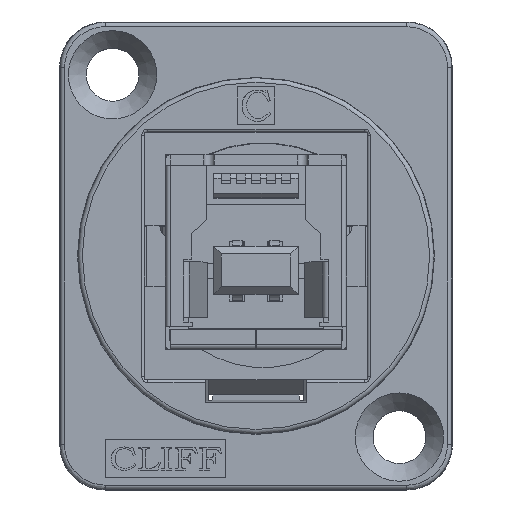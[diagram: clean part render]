
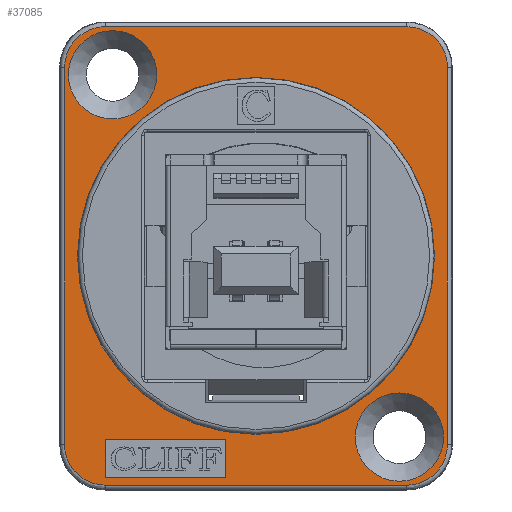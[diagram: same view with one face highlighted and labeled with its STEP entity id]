
A CAD part, top view. The second image highlights one B-rep face of the part: STEP entity #37085.
In plain terms, the highlighted planar face has unit normal (0, 0, 1).
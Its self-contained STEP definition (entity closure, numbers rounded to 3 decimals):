
#336=ELLIPSE('',#39211,2.7,2.7);
#337=ELLIPSE('',#39212,2.7,2.7);
#338=ELLIPSE('',#39213,2.7,2.7);
#339=ELLIPSE('',#39214,2.7,2.7);
#391=FACE_BOUND('',#6098,.T.);
#392=FACE_BOUND('',#6099,.T.);
#393=FACE_BOUND('',#6100,.T.);
#394=FACE_BOUND('',#6101,.T.);
#595=CIRCLE('',#37198,2.925);
#598=CIRCLE('',#37203,2.925);
#940=CIRCLE('',#39025,11.823);
#4341=FACE_OUTER_BOUND('',#6097,.T.);
#6097=EDGE_LOOP('',(#33851,#33852,#33853,#33854,#33855,#33856,#33857,#33858));
#6098=EDGE_LOOP('',(#33859));
#6099=EDGE_LOOP('',(#33860));
#6100=EDGE_LOOP('',(#33861,#33862,#33863,#33864));
#6101=EDGE_LOOP('',(#33865));
#10618=LINE('',#59986,#15153);
#10622=LINE('',#59994,#15157);
#10625=LINE('',#60000,#15160);
#10628=LINE('',#60005,#15163);
#10644=LINE('',#60066,#15179);
#10645=LINE('',#60070,#15180);
#10646=LINE('',#60074,#15181);
#10647=LINE('',#60077,#15182);
#15153=VECTOR('',#47833,2.5);
#15157=VECTOR('',#47839,8.);
#15160=VECTOR('',#47844,2.5);
#15163=VECTOR('',#47849,8.);
#15179=VECTOR('',#47907,24.965);
#15180=VECTOR('',#47910,19.965);
#15181=VECTOR('',#47913,24.965);
#15182=VECTOR('',#47916,19.965);
#15273=VERTEX_POINT('',#48242);
#15276=VERTEX_POINT('',#48252);
#18162=VERTEX_POINT('',#58025);
#18452=VERTEX_POINT('',#59984);
#18453=VERTEX_POINT('',#59985);
#18456=VERTEX_POINT('',#59993);
#18458=VERTEX_POINT('',#59999);
#18468=VERTEX_POINT('',#60062);
#18469=VERTEX_POINT('',#60063);
#18470=VERTEX_POINT('',#60065);
#18471=VERTEX_POINT('',#60067);
#18472=VERTEX_POINT('',#60069);
#18473=VERTEX_POINT('',#60071);
#18474=VERTEX_POINT('',#60073);
#18475=VERTEX_POINT('',#60075);
#18600=EDGE_CURVE('',#15273,#15273,#595,.T.);
#18605=EDGE_CURVE('',#15276,#15276,#598,.T.);
#23119=EDGE_CURVE('',#18162,#18162,#940,.T.);
#23583=EDGE_CURVE('',#18452,#18453,#10618,.T.);
#23587=EDGE_CURVE('',#18456,#18452,#10622,.T.);
#23590=EDGE_CURVE('',#18458,#18456,#10625,.T.);
#23593=EDGE_CURVE('',#18453,#18458,#10628,.T.);
#23616=EDGE_CURVE('',#18468,#18469,#336,.T.);
#23617=EDGE_CURVE('',#18470,#18468,#10644,.T.);
#23618=EDGE_CURVE('',#18471,#18470,#337,.T.);
#23619=EDGE_CURVE('',#18472,#18471,#10645,.T.);
#23620=EDGE_CURVE('',#18473,#18472,#338,.T.);
#23621=EDGE_CURVE('',#18474,#18473,#10646,.T.);
#23622=EDGE_CURVE('',#18475,#18474,#339,.T.);
#23623=EDGE_CURVE('',#18469,#18475,#10647,.T.);
#33851=ORIENTED_EDGE('',*,*,#23616,.F.);
#33852=ORIENTED_EDGE('',*,*,#23617,.F.);
#33853=ORIENTED_EDGE('',*,*,#23618,.F.);
#33854=ORIENTED_EDGE('',*,*,#23619,.F.);
#33855=ORIENTED_EDGE('',*,*,#23620,.F.);
#33856=ORIENTED_EDGE('',*,*,#23621,.F.);
#33857=ORIENTED_EDGE('',*,*,#23622,.F.);
#33858=ORIENTED_EDGE('',*,*,#23623,.F.);
#33859=ORIENTED_EDGE('',*,*,#18600,.T.);
#33860=ORIENTED_EDGE('',*,*,#18605,.T.);
#33861=ORIENTED_EDGE('',*,*,#23583,.T.);
#33862=ORIENTED_EDGE('',*,*,#23593,.T.);
#33863=ORIENTED_EDGE('',*,*,#23590,.T.);
#33864=ORIENTED_EDGE('',*,*,#23587,.T.);
#33865=ORIENTED_EDGE('',*,*,#23119,.T.);
#35391=PLANE('',#39210);
#37085=ADVANCED_FACE('',(#4341,#391,#392,#393,#394),#35391,.T.);
#37198=AXIS2_PLACEMENT_3D('',#48244,#39476,#39477);
#37203=AXIS2_PLACEMENT_3D('',#48254,#39488,#39489);
#39025=AXIS2_PLACEMENT_3D('',#58026,#47184,#47185);
#39210=AXIS2_PLACEMENT_3D('',#60061,#47903,#47904);
#39211=AXIS2_PLACEMENT_3D('',#60064,#47905,#47906);
#39212=AXIS2_PLACEMENT_3D('',#60068,#47908,#47909);
#39213=AXIS2_PLACEMENT_3D('',#60072,#47911,#47912);
#39214=AXIS2_PLACEMENT_3D('',#60076,#47914,#47915);
#39476=DIRECTION('center_axis',(0.,0.,
-1.));
#39477=DIRECTION('ref_axis',(1.,0.,0.));
#39488=DIRECTION('center_axis',(0.,0.,
-1.));
#39489=DIRECTION('ref_axis',(1.,0.,0.));
#47184=DIRECTION('center_axis',(0.,0.,
-1.));
#47185=DIRECTION('ref_axis',(-1.,0.,0.));
#47833=DIRECTION('',(0.,1.,0.));
#47839=DIRECTION('',(-1.,0.,0.));
#47844=DIRECTION('',(0.,-1.,0.));
#47849=DIRECTION('',(1.,0.,0.));
#47903=DIRECTION('center_axis',(0.,0.,
1.));
#47904=DIRECTION('ref_axis',(1.,0.,0.));
#47905=DIRECTION('center_axis',(0.,0.,
-1.));
#47906=DIRECTION('ref_axis',(-0.707,0.707,0.));
#47907=DIRECTION('',(0.,1.,0.));
#47908=DIRECTION('center_axis',(0.,0.,
-1.));
#47909=DIRECTION('ref_axis',(-0.707,-0.707,0.));
#47910=DIRECTION('',(-1.,0.,0.));
#47911=DIRECTION('center_axis',(0.,0.,
-1.));
#47912=DIRECTION('ref_axis',(0.707,-0.707,0.));
#47913=DIRECTION('',(0.,-1.,0.));
#47914=DIRECTION('center_axis',(0.,0.,
-1.));
#47915=DIRECTION('ref_axis',(0.707,0.707,0.));
#47916=DIRECTION('',(1.,0.,0.));
#48242=CARTESIAN_POINT('',(6.575,-12.,0.));
#48244=CARTESIAN_POINT('Origin',(9.5,-12.,0.));
#48252=CARTESIAN_POINT('',(-12.425,12.,0.));
#48254=CARTESIAN_POINT('Origin',(-9.5,12.,0.));
#58025=CARTESIAN_POINT('',(11.823,0.,0.));
#58026=CARTESIAN_POINT('Origin',(0.,0.,
0.));
#59984=CARTESIAN_POINT('',(-10.,-14.683,0.));
#59985=CARTESIAN_POINT('',(-10.,-12.183,0.));
#59986=CARTESIAN_POINT('',(-10.,-7.341,0.));
#59993=CARTESIAN_POINT('',(-2.,-14.683,0.));
#59994=CARTESIAN_POINT('',(-1.,-14.683,0.));
#59999=CARTESIAN_POINT('',(-2.,-12.183,0.));
#60000=CARTESIAN_POINT('',(-2.,-6.091,0.));
#60005=CARTESIAN_POINT('',(-5.,-12.183,0.));
#60061=CARTESIAN_POINT('Origin',(0.,0.,
0.));
#60062=CARTESIAN_POINT('',(-12.683,12.483,0.));
#60063=CARTESIAN_POINT('',(-9.983,15.183,0.));
#60064=CARTESIAN_POINT('Origin',(-9.982,12.482,0.));
#60065=CARTESIAN_POINT('',(-12.683,-12.483,0.));
#60066=CARTESIAN_POINT('',(-12.683,-7.75,0.));
#60067=CARTESIAN_POINT('',(-9.983,-15.183,0.));
#60068=CARTESIAN_POINT('Origin',(-9.982,-12.482,0.));
#60069=CARTESIAN_POINT('',(9.983,-15.183,0.));
#60070=CARTESIAN_POINT('',(6.5,-15.183,0.));
#60071=CARTESIAN_POINT('',(12.683,-12.483,0.));
#60072=CARTESIAN_POINT('Origin',(9.982,-12.482,0.));
#60073=CARTESIAN_POINT('',(12.683,12.483,0.));
#60074=CARTESIAN_POINT('',(12.683,7.75,0.));
#60075=CARTESIAN_POINT('',(9.983,15.183,0.));
#60076=CARTESIAN_POINT('Origin',(9.982,12.482,0.));
#60077=CARTESIAN_POINT('',(-6.5,15.183,0.));
